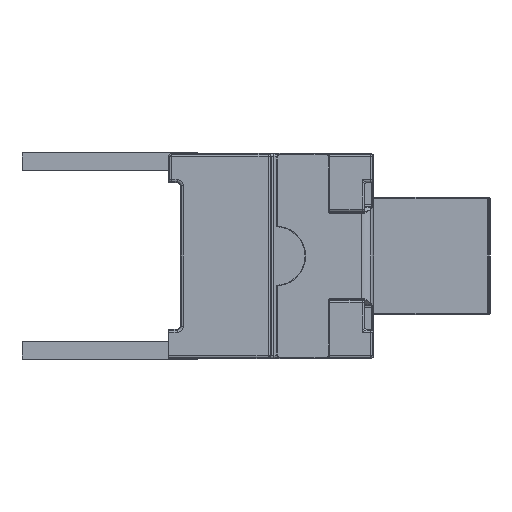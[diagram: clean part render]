
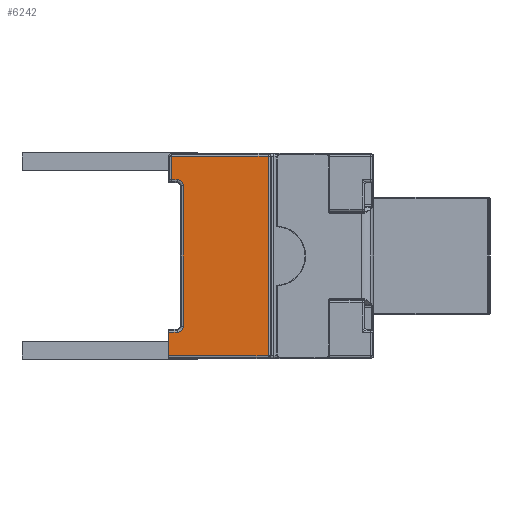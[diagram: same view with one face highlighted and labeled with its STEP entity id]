
A CAD part, left-side view. The second image highlights one B-rep face of the part: STEP entity #6242.
In plain terms, the highlighted planar face has unit normal (-1, 0, 0).
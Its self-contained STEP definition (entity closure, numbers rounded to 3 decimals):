
#71 = ORIENTED_EDGE ( 'NONE', *, *, #15507, .F. ) ;
#258 = EDGE_LOOP ( 'NONE', ( #8107, #7225, #31643, #11081, #8028, #71, #27107, #16976, #13826, #16638 ) ) ;
#554 = EDGE_CURVE ( 'NONE', #5858, #32996, #8358, .T. ) ;
#1187 = DIRECTION ( 'NONE',  ( 0., 1., 0. ) ) ;
#1399 = CARTESIAN_POINT ( 'NONE',  ( -1.71, 0.65, 0. ) ) ;
#1910 = DIRECTION ( 'NONE',  ( 0., 0., 1. ) ) ;
#2096 = EDGE_CURVE ( 'NONE', #9431, #13331, #24774, .T. ) ;
#2809 = DIRECTION ( 'NONE',  ( 0., 0., 1. ) ) ;
#3128 = CARTESIAN_POINT ( 'NONE',  ( -1.71, 0.65, 3.05 ) ) ;
#3626 = CIRCLE ( 'NONE', #15664, 0.1 ) ;
#3699 = EDGE_CURVE ( 'NONE', #27104, #32881, #3626, .T. ) ;
#3806 = EDGE_CURVE ( 'NONE', #13331, #5858, #4022, .T. ) ;
#3859 = LINE ( 'NONE', #3128, #23648 ) ;
#4022 = LINE ( 'NONE', #11940, #28680 ) ;
#4038 = AXIS2_PLACEMENT_3D ( 'NONE', #24254, #13748, #29370 ) ;
#4162 = EDGE_CURVE ( 'NONE', #19003, #20277, #14850, .T. ) ;
#4515 = EDGE_CURVE ( 'NONE', #18543, #9431, #16406, .T. ) ;
#4593 = VECTOR ( 'NONE', #15482, 1000. ) ;
#5387 = CARTESIAN_POINT ( 'NONE',  ( -1.71, 0.6, 3.05 ) ) ;
#5806 = DIRECTION ( 'NONE',  ( 0., 1., 0. ) ) ;
#5858 = VERTEX_POINT ( 'NONE', #25111 ) ;
#6242 = ADVANCED_FACE ( 'NONE', ( #17051 ), #16914, .T. ) ;
#7225 = ORIENTED_EDGE ( 'NONE', *, *, #2096, .F. ) ;
#8028 = ORIENTED_EDGE ( 'NONE', *, *, #3699, .F. ) ;
#8107 = ORIENTED_EDGE ( 'NONE', *, *, #3806, .F. ) ;
#8358 = LINE ( 'NONE', #24051, #12792 ) ;
#9431 = VERTEX_POINT ( 'NONE', #16258 ) ;
#10094 = CARTESIAN_POINT ( 'NONE',  ( -1.71, 0.4, 0.55 ) ) ;
#10101 = VERTEX_POINT ( 'NONE', #22988 ) ;
#10375 = VECTOR ( 'NONE', #18740, 1000. ) ;
#10765 = CARTESIAN_POINT ( 'NONE',  ( -1.71, 0.65, 0.05 ) ) ;
#11081 = ORIENTED_EDGE ( 'NONE', *, *, #23245, .F. ) ;
#11176 = DIRECTION ( 'NONE',  ( -1., 0., 0. ) ) ;
#11712 = CARTESIAN_POINT ( 'NONE',  ( -1.71, 0.4, 2.95 ) ) ;
#11940 = CARTESIAN_POINT ( 'NONE',  ( -1.71, -1.05, 0. ) ) ;
#12792 = VECTOR ( 'NONE', #18138, 1000. ) ;
#13331 = VERTEX_POINT ( 'NONE', #16615 ) ;
#13374 = CARTESIAN_POINT ( 'NONE',  ( -1.71, 0.4, 0.875 ) ) ;
#13748 = DIRECTION ( 'NONE',  ( -1., 0., 0. ) ) ;
#13780 = LINE ( 'NONE', #29906, #21468 ) ;
#13826 = ORIENTED_EDGE ( 'NONE', *, *, #24366, .F. ) ;
#14002 = LINE ( 'NONE', #31328, #10375 ) ;
#14434 = DIRECTION ( 'NONE',  ( -1., 0., 0. ) ) ;
#14850 = CIRCLE ( 'NONE', #4038, 0.1 ) ;
#14936 = CARTESIAN_POINT ( 'NONE',  ( -1.71, 0.5, 3.05 ) ) ;
#15482 = DIRECTION ( 'NONE',  ( 0., -1., 0. ) ) ;
#15507 = EDGE_CURVE ( 'NONE', #20277, #27104, #32034, .T. ) ;
#15522 = CARTESIAN_POINT ( 'NONE',  ( -1.71, 0.6, 0. ) ) ;
#15664 = AXIS2_PLACEMENT_3D ( 'NONE', #32163, #11176, #16358 ) ;
#16214 = AXIS2_PLACEMENT_3D ( 'NONE', #1399, #14434, #1187 ) ;
#16258 = CARTESIAN_POINT ( 'NONE',  ( -1.71, 0.6, 3.45 ) ) ;
#16358 = DIRECTION ( 'NONE',  ( 0., -0.707, 0.707 ) ) ;
#16406 = LINE ( 'NONE', #15522, #30193 ) ;
#16615 = CARTESIAN_POINT ( 'NONE',  ( -1.71, -1.05, 3.45 ) ) ;
#16638 = ORIENTED_EDGE ( 'NONE', *, *, #554, .F. ) ;
#16914 = PLANE ( 'NONE',  #16214 ) ;
#16976 = ORIENTED_EDGE ( 'NONE', *, *, #28007, .F. ) ;
#17051 = FACE_OUTER_BOUND ( 'NONE', #258, .T. ) ;
#17956 = CARTESIAN_POINT ( 'NONE',  ( -1.71, 0.5, 0.45 ) ) ;
#18138 = DIRECTION ( 'NONE',  ( 0., 1., 0. ) ) ;
#18281 = VECTOR ( 'NONE', #28562, 1000. ) ;
#18543 = VERTEX_POINT ( 'NONE', #5387 ) ;
#18740 = DIRECTION ( 'NONE',  ( 0., -1., 0. ) ) ;
#19003 = VERTEX_POINT ( 'NONE', #17956 ) ;
#20277 = VERTEX_POINT ( 'NONE', #10094 ) ;
#21468 = VECTOR ( 'NONE', #1910, 1000. ) ;
#22988 = CARTESIAN_POINT ( 'NONE',  ( -1.71, 0.65, 0.45 ) ) ;
#23177 = CARTESIAN_POINT ( 'NONE',  ( -1.71, -0.225, 3.45 ) ) ;
#23245 = EDGE_CURVE ( 'NONE', #32881, #18543, #3859, .T. ) ;
#23648 = VECTOR ( 'NONE', #5806, 1000. ) ;
#24051 = CARTESIAN_POINT ( 'NONE',  ( -1.71, -0.225, 0.05 ) ) ;
#24254 = CARTESIAN_POINT ( 'NONE',  ( -1.71, 0.5, 0.55 ) ) ;
#24366 = EDGE_CURVE ( 'NONE', #32996, #10101, #13780, .T. ) ;
#24614 = DIRECTION ( 'NONE',  ( 0., 0., -1. ) ) ;
#24774 = LINE ( 'NONE', #23177, #4593 ) ;
#25111 = CARTESIAN_POINT ( 'NONE',  ( -1.71, -1.05, 0.05 ) ) ;
#27104 = VERTEX_POINT ( 'NONE', #11712 ) ;
#27107 = ORIENTED_EDGE ( 'NONE', *, *, #4162, .F. ) ;
#28007 = EDGE_CURVE ( 'NONE', #10101, #19003, #14002, .T. ) ;
#28562 = DIRECTION ( 'NONE',  ( 0., 0., 1. ) ) ;
#28680 = VECTOR ( 'NONE', #24614, 1000. ) ;
#29370 = DIRECTION ( 'NONE',  ( 0., -0.707, -0.707 ) ) ;
#29906 = CARTESIAN_POINT ( 'NONE',  ( -1.71, 0.65, 0. ) ) ;
#30193 = VECTOR ( 'NONE', #2809, 1000. ) ;
#31328 = CARTESIAN_POINT ( 'NONE',  ( -1.71, 0.65, 0.45 ) ) ;
#31643 = ORIENTED_EDGE ( 'NONE', *, *, #4515, .F. ) ;
#32034 = LINE ( 'NONE', #13374, #18281 ) ;
#32163 = CARTESIAN_POINT ( 'NONE',  ( -1.71, 0.5, 2.95 ) ) ;
#32881 = VERTEX_POINT ( 'NONE', #14936 ) ;
#32996 = VERTEX_POINT ( 'NONE', #10765 ) ;
